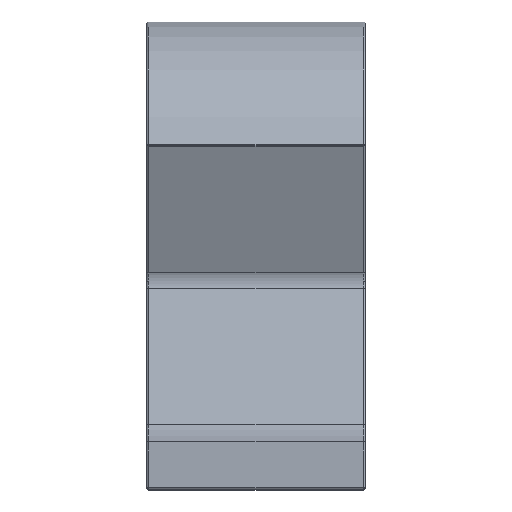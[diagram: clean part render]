
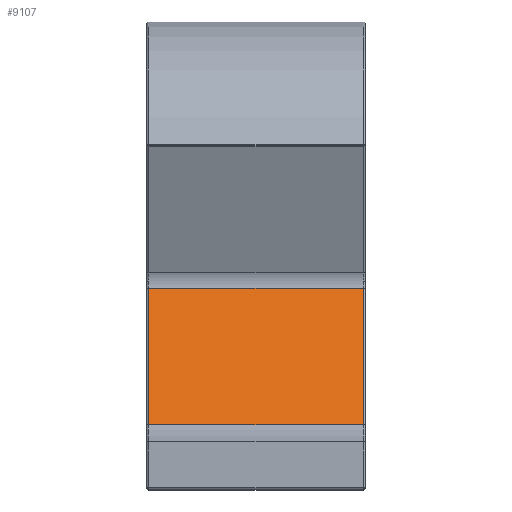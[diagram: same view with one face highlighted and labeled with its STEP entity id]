
A CAD part, top view. The second image highlights one B-rep face of the part: STEP entity #9107.
In plain terms, the highlighted planar face has unit normal (0, 0.309, 0.951).
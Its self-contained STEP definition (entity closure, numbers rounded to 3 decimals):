
#202 = ORIENTED_EDGE ( 'NONE', *, *, #1600, .T. ) ;
#231 = EDGE_CURVE ( 'NONE', #7903, #690, #6893, .T. ) ;
#255 = PLANE ( 'NONE',  #2651 ) ;
#461 = CARTESIAN_POINT ( 'NONE',  ( 0.2, 5.753, -0.245 ) ) ;
#690 = VERTEX_POINT ( 'NONE', #6521 ) ;
#1111 = ORIENTED_EDGE ( 'NONE', *, *, #9673, .T. ) ;
#1228 = DIRECTION ( 'NONE',  ( 0., 0.951, -0.309 ) ) ;
#1600 = EDGE_CURVE ( 'NONE', #690, #7143, #9878, .T. ) ;
#1795 = FACE_OUTER_BOUND ( 'NONE', #2639, .T. ) ;
#2172 = DIRECTION ( 'NONE',  ( 0., -0.951, 0.309 ) ) ;
#2639 = EDGE_LOOP ( 'NONE', ( #3709, #202, #9163, #1111 ) ) ;
#2649 = CARTESIAN_POINT ( 'NONE',  ( 19.4, 17.834, -4.17 ) ) ;
#2651 = AXIS2_PLACEMENT_3D ( 'NONE', #2649, #7858, #5559 ) ;
#3497 = LINE ( 'NONE', #8094, #8253 ) ;
#3674 = VECTOR ( 'NONE', #2172, 1000. ) ;
#3709 = ORIENTED_EDGE ( 'NONE', *, *, #231, .T. ) ;
#3841 = CARTESIAN_POINT ( 'NONE',  ( 19.4, 17.834, -4.17 ) ) ;
#3911 = CARTESIAN_POINT ( 'NONE',  ( 19.2, 17.834, -4.17 ) ) ;
#5215 = VECTOR ( 'NONE', #8199, 1000. ) ;
#5534 = VECTOR ( 'NONE', #6134, 1000. ) ;
#5559 = DIRECTION ( 'NONE',  ( 0., 0.951, -0.309 ) ) ;
#5994 = CARTESIAN_POINT ( 'NONE',  ( 19.4, 5.753, -0.245 ) ) ;
#6134 = DIRECTION ( 'NONE',  ( -1., 0., 0. ) ) ;
#6521 = CARTESIAN_POINT ( 'NONE',  ( 0.2, 17.834, -4.17 ) ) ;
#6893 = LINE ( 'NONE', #3841, #5534 ) ;
#6957 = VERTEX_POINT ( 'NONE', #8207 ) ;
#7143 = VERTEX_POINT ( 'NONE', #461 ) ;
#7356 = LINE ( 'NONE', #5994, #5215 ) ;
#7858 = DIRECTION ( 'NONE',  ( 0., -0.309, -0.951 ) ) ;
#7903 = VERTEX_POINT ( 'NONE', #3911 ) ;
#8094 = CARTESIAN_POINT ( 'NONE',  ( 19.2, 17.834, -4.17 ) ) ;
#8199 = DIRECTION ( 'NONE',  ( 1., 0., 0. ) ) ;
#8207 = CARTESIAN_POINT ( 'NONE',  ( 19.2, 5.753, -0.245 ) ) ;
#8253 = VECTOR ( 'NONE', #1228, 1000. ) ;
#9028 = CARTESIAN_POINT ( 'NONE',  ( 0.2, 17.834, -4.17 ) ) ;
#9107 = ADVANCED_FACE ( 'NONE', ( #1795 ), #255, .F. ) ;
#9163 = ORIENTED_EDGE ( 'NONE', *, *, #9312, .T. ) ;
#9312 = EDGE_CURVE ( 'NONE', #7143, #6957, #7356, .T. ) ;
#9673 = EDGE_CURVE ( 'NONE', #6957, #7903, #3497, .T. ) ;
#9878 = LINE ( 'NONE', #9028, #3674 ) ;
